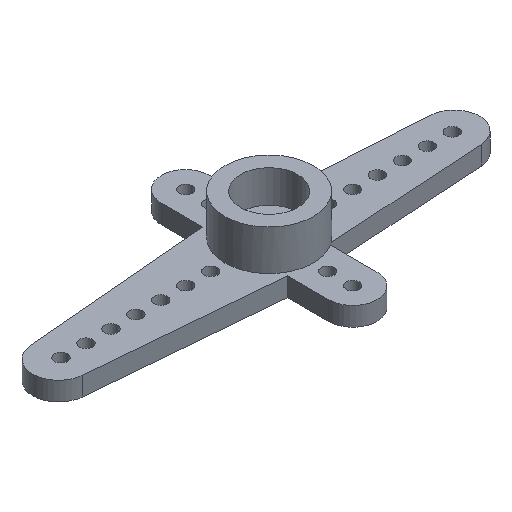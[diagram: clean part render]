
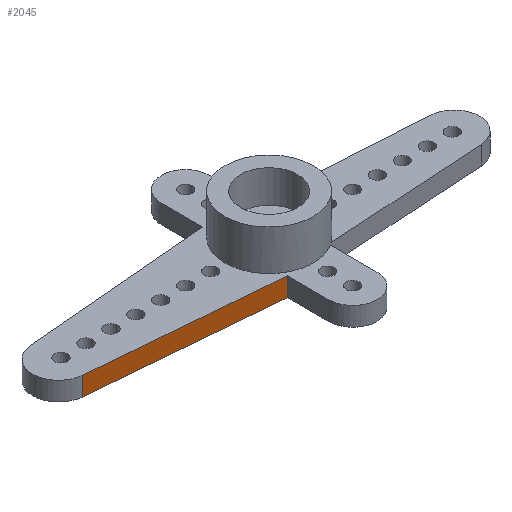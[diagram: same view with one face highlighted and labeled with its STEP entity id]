
A CAD part, isometric view. The second image highlights one B-rep face of the part: STEP entity #2045.
In plain terms, the highlighted planar face has unit normal (-0.086, -0.996, 0).
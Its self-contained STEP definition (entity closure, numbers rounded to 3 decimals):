
#45 = PLANE('',#46);
#46 = AXIS2_PLACEMENT_3D('',#47,#48,#49);
#47 = CARTESIAN_POINT('',(-5.2,0.,1.45));
#48 = DIRECTION('',(0.,0.,1.));
#49 = DIRECTION('',(1.,0.,0.));
#622 = CYLINDRICAL_SURFACE('',#623,2.);
#623 = AXIS2_PLACEMENT_3D('',#624,#625,#626);
#624 = CARTESIAN_POINT('',(-16.2,0.,1.45));
#625 = DIRECTION('',(0.,0.,1.));
#626 = DIRECTION('',(1.,0.,0.));
#804 = PLANE('',#805);
#805 = AXIS2_PLACEMENT_3D('',#806,#807,#808);
#806 = CARTESIAN_POINT('',(0.18,2.844,
    0.));
#807 = DIRECTION('',(0.,0.,-1.));
#808 = DIRECTION('',(-1.,0.,0.));
#1930 = VERTEX_POINT('',#1931);
#1931 = CARTESIAN_POINT('',(-1.85,-3.252,0.));
#1957 = EDGE_CURVE('',#1930,#1958,#1960,.T.);
#1958 = VERTEX_POINT('',#1959);
#1959 = CARTESIAN_POINT('',(-16.373,-1.993,
    0.));
#1960 = SURFACE_CURVE('',#1961,(#1965,#1971),.PCURVE_S1.);
#1961 = LINE('',#1962,#1963);
#1962 = CARTESIAN_POINT('',(-0.327,-3.384,
    0.));
#1963 = VECTOR('',#1964,1.);
#1964 = DIRECTION('',(-0.996,0.086,
    0.));
#1965 = PCURVE('',#804,#1966);
#1966 = DEFINITIONAL_REPRESENTATION('',(#1967),#1970);
#1967 = B_SPLINE_CURVE_WITH_KNOTS('',1,(#1968,#1969),.UNSPECIFIED.,.F.,
  .F.,(2,2),(-1.647,17.72),.PIECEWISE_BEZIER_KNOTS.);
#1968 = CARTESIAN_POINT('',(-1.134,-6.371));
#1969 = CARTESIAN_POINT('',(18.161,-4.697));
#1970 = ( GEOMETRIC_REPRESENTATION_CONTEXT(2) 
PARAMETRIC_REPRESENTATION_CONTEXT() REPRESENTATION_CONTEXT('2D SPACE',''
  ) );
#1971 = PCURVE('',#1972,#1977);
#1972 = PLANE('',#1973);
#1973 = AXIS2_PLACEMENT_3D('',#1974,#1975,#1976);
#1974 = CARTESIAN_POINT('',(-0.294,-3.387,1.45));
#1975 = DIRECTION('',(0.086,0.996,
    0.));
#1976 = DIRECTION('',(-0.996,0.086,
    0.));
#1977 = DEFINITIONAL_REPRESENTATION('',(#1978),#1981);
#1978 = B_SPLINE_CURVE_WITH_KNOTS('',1,(#1979,#1980),.UNSPECIFIED.,.F.,
  .F.,(2,2),(-1.647,17.72),.PIECEWISE_BEZIER_KNOTS.);
#1979 = CARTESIAN_POINT('',(-1.614,-1.45));
#1980 = CARTESIAN_POINT('',(17.753,-1.45));
#1981 = ( GEOMETRIC_REPRESENTATION_CONTEXT(2) 
PARAMETRIC_REPRESENTATION_CONTEXT() REPRESENTATION_CONTEXT('2D SPACE',''
  ) );
#2045 = ADVANCED_FACE('',(#2046),#1972,.F.);
#2046 = FACE_BOUND('',#2047,.F.);
#2047 = EDGE_LOOP('',(#2048,#2073,#2097,#2098));
#2048 = ORIENTED_EDGE('',*,*,#2049,.F.);
#2049 = EDGE_CURVE('',#2050,#2052,#2054,.T.);
#2050 = VERTEX_POINT('',#2051);
#2051 = CARTESIAN_POINT('',(-1.85,-3.252,1.45));
#2052 = VERTEX_POINT('',#2053);
#2053 = CARTESIAN_POINT('',(-16.373,-1.993,1.45));
#2054 = SURFACE_CURVE('',#2055,(#2059,#2066),.PCURVE_S1.);
#2055 = LINE('',#2056,#2057);
#2056 = CARTESIAN_POINT('',(-0.294,-3.387,1.45));
#2057 = VECTOR('',#2058,1.);
#2058 = DIRECTION('',(-0.996,0.086,
    0.));
#2059 = PCURVE('',#1972,#2060);
#2060 = DEFINITIONAL_REPRESENTATION('',(#2061),#2065);
#2061 = LINE('',#2062,#2063);
#2062 = CARTESIAN_POINT('',(-0.,0.));
#2063 = VECTOR('',#2064,1.);
#2064 = DIRECTION('',(1.,0.));
#2065 = ( GEOMETRIC_REPRESENTATION_CONTEXT(2) 
PARAMETRIC_REPRESENTATION_CONTEXT() REPRESENTATION_CONTEXT('2D SPACE',''
  ) );
#2066 = PCURVE('',#45,#2067);
#2067 = DEFINITIONAL_REPRESENTATION('',(#2068),#2072);
#2068 = LINE('',#2069,#2070);
#2069 = CARTESIAN_POINT('',(4.906,-3.387));
#2070 = VECTOR('',#2071,1.);
#2071 = DIRECTION('',(-0.996,0.086));
#2072 = ( GEOMETRIC_REPRESENTATION_CONTEXT(2) 
PARAMETRIC_REPRESENTATION_CONTEXT() REPRESENTATION_CONTEXT('2D SPACE',''
  ) );
#2073 = ORIENTED_EDGE('',*,*,#2074,.T.);
#2074 = EDGE_CURVE('',#2050,#1930,#2075,.T.);
#2075 = SURFACE_CURVE('',#2076,(#2080,#2086),.PCURVE_S1.);
#2076 = LINE('',#2077,#2078);
#2077 = CARTESIAN_POINT('',(-1.85,-3.252,1.45));
#2078 = VECTOR('',#2079,1.);
#2079 = DIRECTION('',(0.,0.,-1.));
#2080 = PCURVE('',#1972,#2081);
#2081 = DEFINITIONAL_REPRESENTATION('',(#2082),#2085);
#2082 = B_SPLINE_CURVE_WITH_KNOTS('',1,(#2083,#2084),.UNSPECIFIED.,.F.,
  .F.,(2,2),(-0.145,1.595),.PIECEWISE_BEZIER_KNOTS.);
#2083 = CARTESIAN_POINT('',(1.562,0.145));
#2084 = CARTESIAN_POINT('',(1.562,-1.595));
#2085 = ( GEOMETRIC_REPRESENTATION_CONTEXT(2) 
PARAMETRIC_REPRESENTATION_CONTEXT() REPRESENTATION_CONTEXT('2D SPACE',''
  ) );
#2086 = PCURVE('',#2087,#2092);
#2087 = PLANE('',#2088);
#2088 = AXIS2_PLACEMENT_3D('',#2089,#2090,#2091);
#2089 = CARTESIAN_POINT('',(-1.85,-6.45,1.45));
#2090 = DIRECTION('',(1.,0.,0.));
#2091 = DIRECTION('',(0.,1.,0.));
#2092 = DEFINITIONAL_REPRESENTATION('',(#2093),#2096);
#2093 = B_SPLINE_CURVE_WITH_KNOTS('',1,(#2094,#2095),.UNSPECIFIED.,.F.,
  .F.,(2,2),(-0.145,1.595),.PIECEWISE_BEZIER_KNOTS.);
#2094 = CARTESIAN_POINT('',(3.198,0.145));
#2095 = CARTESIAN_POINT('',(3.198,-1.595));
#2096 = ( GEOMETRIC_REPRESENTATION_CONTEXT(2) 
PARAMETRIC_REPRESENTATION_CONTEXT() REPRESENTATION_CONTEXT('2D SPACE',''
  ) );
#2097 = ORIENTED_EDGE('',*,*,#1957,.T.);
#2098 = ORIENTED_EDGE('',*,*,#2099,.F.);
#2099 = EDGE_CURVE('',#2052,#1958,#2100,.T.);
#2100 = SURFACE_CURVE('',#2101,(#2105,#2112),.PCURVE_S1.);
#2101 = LINE('',#2102,#2103);
#2102 = CARTESIAN_POINT('',(-16.373,-1.993,1.45));
#2103 = VECTOR('',#2104,1.);
#2104 = DIRECTION('',(0.,0.,-1.));
#2105 = PCURVE('',#1972,#2106);
#2106 = DEFINITIONAL_REPRESENTATION('',(#2107),#2111);
#2107 = LINE('',#2108,#2109);
#2108 = CARTESIAN_POINT('',(16.139,0.));
#2109 = VECTOR('',#2110,1.);
#2110 = DIRECTION('',(0.,-1.));
#2111 = ( GEOMETRIC_REPRESENTATION_CONTEXT(2) 
PARAMETRIC_REPRESENTATION_CONTEXT() REPRESENTATION_CONTEXT('2D SPACE',''
  ) );
#2112 = PCURVE('',#622,#2113);
#2113 = DEFINITIONAL_REPRESENTATION('',(#2114),#2140);
#2114 = B_SPLINE_CURVE_WITH_KNOTS('',3,(#2115,#2116,#2117,#2118,#2119,
    #2120,#2121,#2122,#2123,#2124,#2125,#2126,#2127,#2128,#2129,#2130,
    #2131,#2132,#2133,#2134,#2135,#2136,#2137,#2138,#2139),
  .UNSPECIFIED.,.F.,.F.,(4,1,1,1,1,1,1,1,1,1,1,1,1,1,1,1,1,1,1,1,1,1,4),
  (0.,0.066,0.132,0.198,0.264,
    0.33,0.395,0.461,0.527,
    0.593,0.659,0.725,0.791,0.857,
    0.923,0.989,1.055,1.12,
    1.186,1.252,1.318,1.384,1.45),
  .QUASI_UNIFORM_KNOTS.);
#2115 = CARTESIAN_POINT('',(-1.657,0.));
#2116 = CARTESIAN_POINT('',(-1.657,-0.022));
#2117 = CARTESIAN_POINT('',(-1.657,-0.066));
#2118 = CARTESIAN_POINT('',(-1.657,-0.132));
#2119 = CARTESIAN_POINT('',(-1.657,-0.198));
#2120 = CARTESIAN_POINT('',(-1.657,-0.264));
#2121 = CARTESIAN_POINT('',(-1.657,-0.33));
#2122 = CARTESIAN_POINT('',(-1.657,-0.395));
#2123 = CARTESIAN_POINT('',(-1.657,-0.461));
#2124 = CARTESIAN_POINT('',(-1.657,-0.527));
#2125 = CARTESIAN_POINT('',(-1.657,-0.593));
#2126 = CARTESIAN_POINT('',(-1.657,-0.659));
#2127 = CARTESIAN_POINT('',(-1.657,-0.725));
#2128 = CARTESIAN_POINT('',(-1.657,-0.791));
#2129 = CARTESIAN_POINT('',(-1.657,-0.857));
#2130 = CARTESIAN_POINT('',(-1.657,-0.923));
#2131 = CARTESIAN_POINT('',(-1.657,-0.989));
#2132 = CARTESIAN_POINT('',(-1.657,-1.055));
#2133 = CARTESIAN_POINT('',(-1.657,-1.12));
#2134 = CARTESIAN_POINT('',(-1.657,-1.186));
#2135 = CARTESIAN_POINT('',(-1.657,-1.252));
#2136 = CARTESIAN_POINT('',(-1.657,-1.318));
#2137 = CARTESIAN_POINT('',(-1.657,-1.384));
#2138 = CARTESIAN_POINT('',(-1.657,-1.428));
#2139 = CARTESIAN_POINT('',(-1.657,-1.45));
#2140 = ( GEOMETRIC_REPRESENTATION_CONTEXT(2) 
PARAMETRIC_REPRESENTATION_CONTEXT() REPRESENTATION_CONTEXT('2D SPACE',''
  ) );
